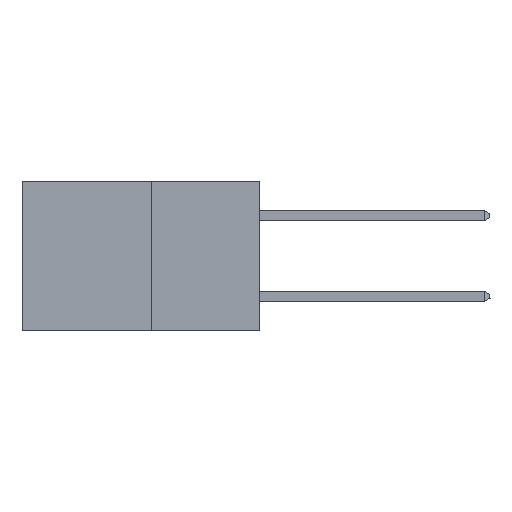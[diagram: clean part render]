
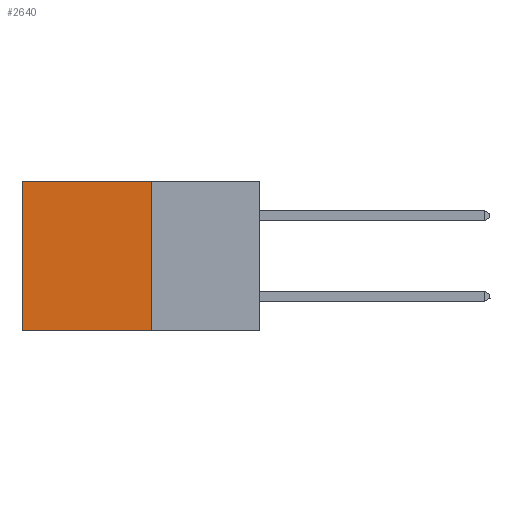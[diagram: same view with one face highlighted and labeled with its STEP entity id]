
A CAD part, left-side view. The second image highlights one B-rep face of the part: STEP entity #2640.
In plain terms, the highlighted planar face has unit normal (-1, 0, 0).
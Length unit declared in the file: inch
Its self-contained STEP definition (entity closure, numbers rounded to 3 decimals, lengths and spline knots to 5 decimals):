
#395 = ORIENTED_EDGE ( 'NONE', *, *, #13992, .T. ) ;
#547 = EDGE_CURVE ( 'NONE', #11813, #14712, #5500, .T. ) ;
#798 = ORIENTED_EDGE ( 'NONE', *, *, #547, .F. ) ;
#2332 = VERTEX_POINT ( 'NONE', #8566 ) ;
#2476 = DIRECTION ( 'NONE',  ( 0., 1., 0. ) ) ;
#2579 = AXIS2_PLACEMENT_3D ( 'NONE', #2940, #11253, #13921 ) ;
#2640 = ADVANCED_FACE ( 'NONE', ( #3921 ), #5714, .F. ) ;
#2940 = CARTESIAN_POINT ( 'NONE',  ( 0.277, 0.27, -0.37 ) ) ;
#3921 = FACE_OUTER_BOUND ( 'NONE', #11659, .T. ) ;
#3990 = VECTOR ( 'NONE', #8553, 39.37008 ) ;
#3994 = CARTESIAN_POINT ( 'NONE',  ( 0.277, 0.27, 0. ) ) ;
#5008 = VECTOR ( 'NONE', #8453, 39.37008 ) ;
#5228 = CARTESIAN_POINT ( 'NONE',  ( 0.277, 0.27, 0. ) ) ;
#5500 = LINE ( 'NONE', #10059, #16562 ) ;
#5714 = PLANE ( 'NONE',  #2579 ) ;
#5806 = CARTESIAN_POINT ( 'NONE',  ( 0.277, 0.59, -0.37 ) ) ;
#5933 = LINE ( 'NONE', #5228, #16110 ) ;
#6565 = ORIENTED_EDGE ( 'NONE', *, *, #13001, .T. ) ;
#7077 = CARTESIAN_POINT ( 'NONE',  ( 0.277, 0.27, -0.37 ) ) ;
#7630 = LINE ( 'NONE', #5806, #3990 ) ;
#7678 = VERTEX_POINT ( 'NONE', #3994 ) ;
#8238 = DIRECTION ( 'NONE',  ( 0., 1., 0. ) ) ;
#8453 = DIRECTION ( 'NONE',  ( 0., 0., -1. ) ) ;
#8510 = ORIENTED_EDGE ( 'NONE', *, *, #15546, .F. ) ;
#8553 = DIRECTION ( 'NONE',  ( 0., 0., -1. ) ) ;
#8566 = CARTESIAN_POINT ( 'NONE',  ( 0.277, 0.59, 0. ) ) ;
#8659 = LINE ( 'NONE', #7077, #5008 ) ;
#10059 = CARTESIAN_POINT ( 'NONE',  ( 0.277, 0.27, -0.37 ) ) ;
#11253 = DIRECTION ( 'NONE',  ( 1., 0., 0. ) ) ;
#11659 = EDGE_LOOP ( 'NONE', ( #395, #798, #8510, #6565 ) ) ;
#11813 = VERTEX_POINT ( 'NONE', #16993 ) ;
#13001 = EDGE_CURVE ( 'NONE', #7678, #2332, #5933, .T. ) ;
#13921 = DIRECTION ( 'NONE',  ( 0., 0., -1. ) ) ;
#13992 = EDGE_CURVE ( 'NONE', #2332, #14712, #7630, .T. ) ;
#14712 = VERTEX_POINT ( 'NONE', #15518 ) ;
#15518 = CARTESIAN_POINT ( 'NONE',  ( 0.277, 0.59, -0.37 ) ) ;
#15546 = EDGE_CURVE ( 'NONE', #7678, #11813, #8659, .T. ) ;
#16110 = VECTOR ( 'NONE', #2476, 39.37008 ) ;
#16562 = VECTOR ( 'NONE', #8238, 39.37008 ) ;
#16993 = CARTESIAN_POINT ( 'NONE',  ( 0.277, 0.27, -0.37 ) ) ;
